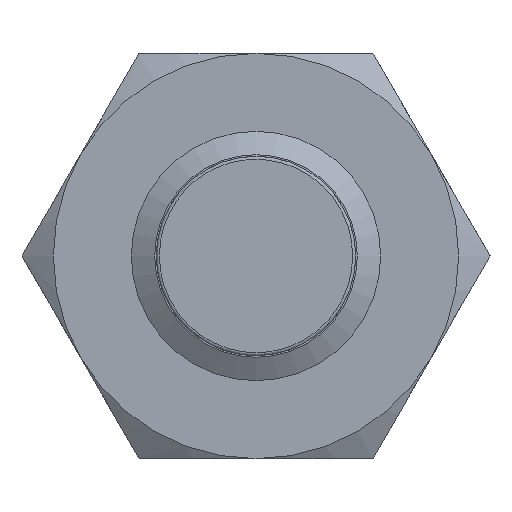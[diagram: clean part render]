
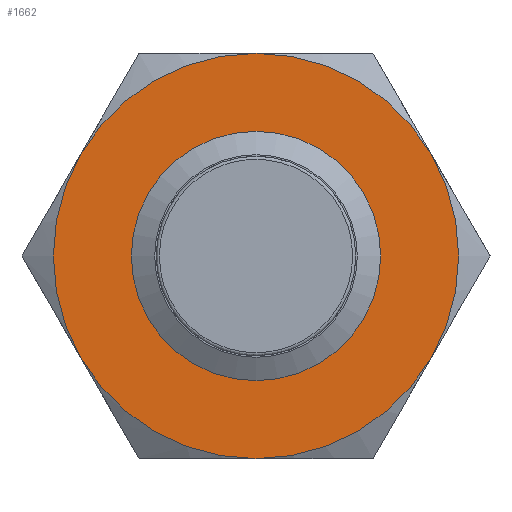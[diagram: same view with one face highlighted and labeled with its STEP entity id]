
A CAD part, left-side view. The second image highlights one B-rep face of the part: STEP entity #1662.
In plain terms, the highlighted planar face has unit normal (-1, 0, 0).
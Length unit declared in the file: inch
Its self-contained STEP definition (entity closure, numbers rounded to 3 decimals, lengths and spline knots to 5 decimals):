
#44 = DIRECTION ( 'NONE',  ( 1., 0., 0. ) ) ;
#85 = EDGE_CURVE ( 'NONE', #550, #1958, #1429, .T. ) ;
#135 = DIRECTION ( 'NONE',  ( 1., 0., 0. ) ) ;
#152 = EDGE_LOOP ( 'NONE', ( #1090, #1220, #1374, #1981, #783, #1017 ) ) ;
#162 = ORIENTED_EDGE ( 'NONE', *, *, #1810, .F. ) ;
#163 = CARTESIAN_POINT ( 'NONE',  ( 0.27559, 0., 0.15748 ) ) ;
#216 = CARTESIAN_POINT ( 'NONE',  ( 0.27559, 0., 0. ) ) ;
#283 = CIRCLE ( 'NONE', #1422, 0.25591 ) ;
#320 = CARTESIAN_POINT ( 'NONE',  ( 0.27559, 0.22162, -0.12795 ) ) ;
#405 = CARTESIAN_POINT ( 'NONE',  ( 0.27559, 0., 0. ) ) ;
#465 = AXIS2_PLACEMENT_3D ( 'NONE', #1789, #1011, #552 ) ;
#504 = EDGE_LOOP ( 'NONE', ( #162 ) ) ;
#520 = AXIS2_PLACEMENT_3D ( 'NONE', #1457, #1638, #1307 ) ;
#527 = EDGE_CURVE ( 'NONE', #1202, #1480, #1993, .T. ) ;
#528 = DIRECTION ( 'NONE',  ( 1., 0., 0. ) ) ;
#550 = VERTEX_POINT ( 'NONE', #1037 ) ;
#552 = DIRECTION ( 'NONE',  ( 0., 0., 1. ) ) ;
#563 = EDGE_CURVE ( 'NONE', #1958, #599, #747, .T. ) ;
#578 = CARTESIAN_POINT ( 'NONE',  ( 0.27559, 0., 0. ) ) ;
#599 = VERTEX_POINT ( 'NONE', #1362 ) ;
#649 = VERTEX_POINT ( 'NONE', #1877 ) ;
#689 = FACE_OUTER_BOUND ( 'NONE', #152, .T. ) ;
#725 = DIRECTION ( 'NONE',  ( 1., 0., 0. ) ) ;
#732 = CARTESIAN_POINT ( 'NONE',  ( 0.27559, 0., 0. ) ) ;
#747 = CIRCLE ( 'NONE', #1893, 0.25591 ) ;
#757 = DIRECTION ( 'NONE',  ( 0., 0., -1. ) ) ;
#783 = ORIENTED_EDGE ( 'NONE', *, *, #845, .F. ) ;
#816 = AXIS2_PLACEMENT_3D ( 'NONE', #578, #1833, #1512 ) ;
#841 = EDGE_CURVE ( 'NONE', #649, #550, #1461, .T. ) ;
#845 = EDGE_CURVE ( 'NONE', #1480, #649, #1367, .T. ) ;
#852 = DIRECTION ( 'NONE',  ( 0., 0., -1. ) ) ;
#874 = DIRECTION ( 'NONE',  ( 1., 0., 0. ) ) ;
#940 = AXIS2_PLACEMENT_3D ( 'NONE', #405, #528, #852 ) ;
#982 = DIRECTION ( 'NONE',  ( 0., 0., -1. ) ) ;
#1006 = PLANE ( 'NONE',  #940 ) ;
#1011 = DIRECTION ( 'NONE',  ( -1., 0., 0. ) ) ;
#1017 = ORIENTED_EDGE ( 'NONE', *, *, #527, .F. ) ;
#1037 = CARTESIAN_POINT ( 'NONE',  ( 0.27559, -0.22162, 0.12795 ) ) ;
#1042 = DIRECTION ( 'NONE',  ( 0., 0., -1. ) ) ;
#1090 = ORIENTED_EDGE ( 'NONE', *, *, #1439, .F. ) ;
#1122 = FACE_BOUND ( 'NONE', #504, .T. ) ;
#1193 = CARTESIAN_POINT ( 'NONE',  ( 0.27559, 0., 0. ) ) ;
#1202 = VERTEX_POINT ( 'NONE', #320 ) ;
#1220 = ORIENTED_EDGE ( 'NONE', *, *, #563, .F. ) ;
#1307 = DIRECTION ( 'NONE',  ( 0., 0., -1. ) ) ;
#1346 = DIRECTION ( 'NONE',  ( 0., 0., -1. ) ) ;
#1362 = CARTESIAN_POINT ( 'NONE',  ( 0.27559, 0., -0.25591 ) ) ;
#1367 = CIRCLE ( 'NONE', #520, 0.25591 ) ;
#1374 = ORIENTED_EDGE ( 'NONE', *, *, #85, .F. ) ;
#1422 = AXIS2_PLACEMENT_3D ( 'NONE', #1491, #874, #1346 ) ;
#1429 = CIRCLE ( 'NONE', #1953, 0.25591 ) ;
#1439 = EDGE_CURVE ( 'NONE', #599, #1202, #283, .T. ) ;
#1457 = CARTESIAN_POINT ( 'NONE',  ( 0.27559, 0., 0. ) ) ;
#1458 = VERTEX_POINT ( 'NONE', #163 ) ;
#1461 = CIRCLE ( 'NONE', #1920, 0.25591 ) ;
#1480 = VERTEX_POINT ( 'NONE', #1642 ) ;
#1491 = CARTESIAN_POINT ( 'NONE',  ( 0.27559, 0., 0. ) ) ;
#1512 = DIRECTION ( 'NONE',  ( 0., 0., -1. ) ) ;
#1638 = DIRECTION ( 'NONE',  ( 1., 0., 0. ) ) ;
#1642 = CARTESIAN_POINT ( 'NONE',  ( 0.27559, 0.22162, 0.12795 ) ) ;
#1662 = ADVANCED_FACE ( 'NONE', ( #1122, #689 ), #1006, .F. ) ;
#1789 = CARTESIAN_POINT ( 'NONE',  ( 0.27559, 0., 0. ) ) ;
#1810 = EDGE_CURVE ( 'NONE', #1458, #1458, #1900, .T. ) ;
#1833 = DIRECTION ( 'NONE',  ( 1., 0., 0. ) ) ;
#1877 = CARTESIAN_POINT ( 'NONE',  ( 0.27559, 0., 0.25591 ) ) ;
#1893 = AXIS2_PLACEMENT_3D ( 'NONE', #1193, #135, #757 ) ;
#1900 = CIRCLE ( 'NONE', #465, 0.15748 ) ;
#1920 = AXIS2_PLACEMENT_3D ( 'NONE', #216, #44, #982 ) ;
#1953 = AXIS2_PLACEMENT_3D ( 'NONE', #732, #725, #1042 ) ;
#1958 = VERTEX_POINT ( 'NONE', #1991 ) ;
#1981 = ORIENTED_EDGE ( 'NONE', *, *, #841, .F. ) ;
#1991 = CARTESIAN_POINT ( 'NONE',  ( 0.27559, -0.22162, -0.12795 ) ) ;
#1993 = CIRCLE ( 'NONE', #816, 0.25591 ) ;
